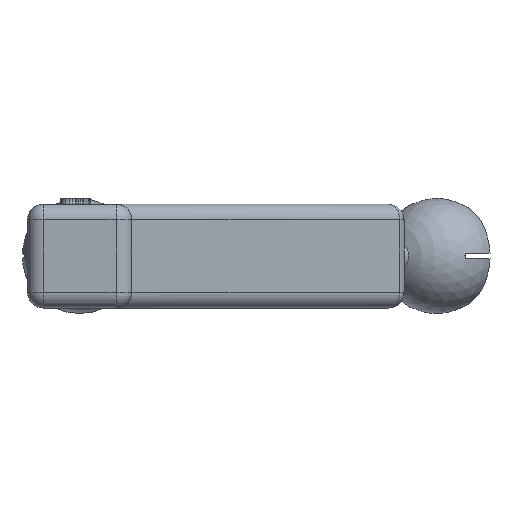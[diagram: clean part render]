
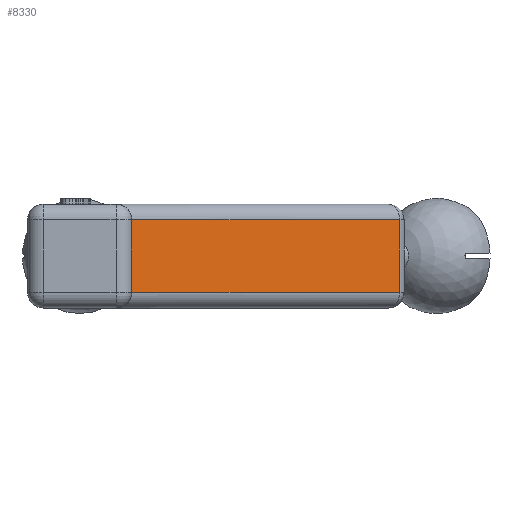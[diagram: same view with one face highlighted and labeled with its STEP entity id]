
A CAD part, left-side view. The second image highlights one B-rep face of the part: STEP entity #8330.
In plain terms, the highlighted planar face has unit normal (-0.707, -0.707, 0).
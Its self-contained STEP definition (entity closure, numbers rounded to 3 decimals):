
#3006 = PLANE('',#3007);
#3007 = AXIS2_PLACEMENT_3D('',#3008,#3009,#3010);
#3008 = CARTESIAN_POINT('',(4.,-0.5,-0.5));
#3009 = DIRECTION('',(0.,-1.,0.));
#3010 = DIRECTION('',(-1.,0.,0.));
#3281 = VERTEX_POINT('',#3282);
#3282 = CARTESIAN_POINT('',(-2.207,-0.5,-0.35));
#3324 = CYLINDRICAL_SURFACE('',#3325,0.15);
#3325 = AXIS2_PLACEMENT_3D('',#3326,#3327,#3328);
#3326 = CARTESIAN_POINT('',(-2.247,-0.247,-0.35));
#3327 = DIRECTION('',(0.707,-0.707,0.));
#3328 = DIRECTION('',(-0.707,-0.707,0.));
#3512 = VERTEX_POINT('',#3513);
#3513 = CARTESIAN_POINT('',(-2.207,-0.5,0.35));
#3555 = CYLINDRICAL_SURFACE('',#3556,0.15);
#3556 = AXIS2_PLACEMENT_3D('',#3557,#3558,#3559);
#3557 = CARTESIAN_POINT('',(-2.247,-0.247,0.35));
#3558 = DIRECTION('',(0.707,-0.707,0.));
#3559 = DIRECTION('',(-0.707,-0.707,0.));
#6885 = EDGE_CURVE('',#3281,#3512,#6886,.T.);
#6886 = SURFACE_CURVE('',#6887,(#6891,#6897),.PCURVE_S1.);
#6887 = LINE('',#6888,#6889);
#6888 = CARTESIAN_POINT('',(-2.207,-0.5,-0.5));
#6889 = VECTOR('',#6890,1.);
#6890 = DIRECTION('',(0.,0.,1.));
#6891 = PCURVE('',#3006,#6892);
#6892 = DEFINITIONAL_REPRESENTATION('',(#6893),#6896);
#6893 = B_SPLINE_CURVE_WITH_KNOTS('',1,(#6894,#6895),.UNSPECIFIED.,.F.,
  .F.,(2,2),(0.15,0.85),.PIECEWISE_BEZIER_KNOTS.);
#6894 = CARTESIAN_POINT('',(6.207,-0.15));
#6895 = CARTESIAN_POINT('',(6.207,-0.85));
#6896 = ( GEOMETRIC_REPRESENTATION_CONTEXT(2) 
PARAMETRIC_REPRESENTATION_CONTEXT() REPRESENTATION_CONTEXT('2D SPACE',''
  ) );
#6897 = PCURVE('',#6898,#6903);
#6898 = PLANE('',#6899);
#6899 = AXIS2_PLACEMENT_3D('',#6900,#6901,#6902);
#6900 = CARTESIAN_POINT('',(-2.354,-0.354,-0.5));
#6901 = DIRECTION('',(0.707,0.707,0.));
#6902 = DIRECTION('',(0.707,-0.707,0.));
#6903 = DEFINITIONAL_REPRESENTATION('',(#6904),#6907);
#6904 = B_SPLINE_CURVE_WITH_KNOTS('',1,(#6905,#6906),.UNSPECIFIED.,.F.,
  .F.,(2,2),(0.15,0.85),.PIECEWISE_BEZIER_KNOTS.);
#6905 = CARTESIAN_POINT('',(0.207,-0.15));
#6906 = CARTESIAN_POINT('',(0.207,-0.85));
#6907 = ( GEOMETRIC_REPRESENTATION_CONTEXT(2) 
PARAMETRIC_REPRESENTATION_CONTEXT() REPRESENTATION_CONTEXT('2D SPACE',''
  ) );
#7161 = VERTEX_POINT('',#7162);
#7162 = CARTESIAN_POINT('',(0.369,-3.076,-0.35));
#7189 = EDGE_CURVE('',#3281,#7161,#7190,.T.);
#7190 = SURFACE_CURVE('',#7191,(#7195,#7202),.PCURVE_S1.);
#7191 = LINE('',#7192,#7193);
#7192 = CARTESIAN_POINT('',(-2.354,-0.354,-0.35));
#7193 = VECTOR('',#7194,1.);
#7194 = DIRECTION('',(0.707,-0.707,0.));
#7195 = PCURVE('',#3324,#7196);
#7196 = DEFINITIONAL_REPRESENTATION('',(#7197),#7201);
#7197 = LINE('',#7198,#7199);
#7198 = CARTESIAN_POINT('',(0.,0.));
#7199 = VECTOR('',#7200,1.);
#7200 = DIRECTION('',(0.,1.));
#7201 = ( GEOMETRIC_REPRESENTATION_CONTEXT(2) 
PARAMETRIC_REPRESENTATION_CONTEXT() REPRESENTATION_CONTEXT('2D SPACE',''
  ) );
#7202 = PCURVE('',#6898,#7203);
#7203 = DEFINITIONAL_REPRESENTATION('',(#7204),#7208);
#7204 = LINE('',#7205,#7206);
#7205 = CARTESIAN_POINT('',(0.,-0.15));
#7206 = VECTOR('',#7207,1.);
#7207 = DIRECTION('',(1.,0.));
#7208 = ( GEOMETRIC_REPRESENTATION_CONTEXT(2) 
PARAMETRIC_REPRESENTATION_CONTEXT() REPRESENTATION_CONTEXT('2D SPACE',''
  ) );
#7321 = VERTEX_POINT('',#7322);
#7322 = CARTESIAN_POINT('',(0.369,-3.076,0.35));
#7349 = EDGE_CURVE('',#3512,#7321,#7350,.T.);
#7350 = SURFACE_CURVE('',#7351,(#7355,#7362),.PCURVE_S1.);
#7351 = LINE('',#7352,#7353);
#7352 = CARTESIAN_POINT('',(-2.354,-0.354,0.35));
#7353 = VECTOR('',#7354,1.);
#7354 = DIRECTION('',(0.707,-0.707,0.));
#7355 = PCURVE('',#3555,#7356);
#7356 = DEFINITIONAL_REPRESENTATION('',(#7357),#7361);
#7357 = LINE('',#7358,#7359);
#7358 = CARTESIAN_POINT('',(-0.,0.));
#7359 = VECTOR('',#7360,1.);
#7360 = DIRECTION('',(-0.,1.));
#7361 = ( GEOMETRIC_REPRESENTATION_CONTEXT(2) 
PARAMETRIC_REPRESENTATION_CONTEXT() REPRESENTATION_CONTEXT('2D SPACE',''
  ) );
#7362 = PCURVE('',#6898,#7363);
#7363 = DEFINITIONAL_REPRESENTATION('',(#7364),#7368);
#7364 = LINE('',#7365,#7366);
#7365 = CARTESIAN_POINT('',(0.,-0.85));
#7366 = VECTOR('',#7367,1.);
#7367 = DIRECTION('',(1.,0.));
#7368 = ( GEOMETRIC_REPRESENTATION_CONTEXT(2) 
PARAMETRIC_REPRESENTATION_CONTEXT() REPRESENTATION_CONTEXT('2D SPACE',''
  ) );
#8330 = ADVANCED_FACE('',(#8331),#6898,.F.);
#8331 = FACE_BOUND('',#8332,.F.);
#8332 = EDGE_LOOP('',(#8333,#8334,#8335,#8336));
#8333 = ORIENTED_EDGE('',*,*,#7189,.F.);
#8334 = ORIENTED_EDGE('',*,*,#6885,.T.);
#8335 = ORIENTED_EDGE('',*,*,#7349,.T.);
#8336 = ORIENTED_EDGE('',*,*,#8337,.F.);
#8337 = EDGE_CURVE('',#7161,#7321,#8338,.T.);
#8338 = SURFACE_CURVE('',#8339,(#8343,#8350),.PCURVE_S1.);
#8339 = LINE('',#8340,#8341);
#8340 = CARTESIAN_POINT('',(0.369,-3.076,-0.5));
#8341 = VECTOR('',#8342,1.);
#8342 = DIRECTION('',(0.,0.,1.));
#8343 = PCURVE('',#6898,#8344);
#8344 = DEFINITIONAL_REPRESENTATION('',(#8345),#8349);
#8345 = LINE('',#8346,#8347);
#8346 = CARTESIAN_POINT('',(3.85,0.));
#8347 = VECTOR('',#8348,1.);
#8348 = DIRECTION('',(0.,-1.));
#8349 = ( GEOMETRIC_REPRESENTATION_CONTEXT(2) 
PARAMETRIC_REPRESENTATION_CONTEXT() REPRESENTATION_CONTEXT('2D SPACE',''
  ) );
#8350 = PCURVE('',#8351,#8356);
#8351 = CYLINDRICAL_SURFACE('',#8352,0.15);
#8352 = AXIS2_PLACEMENT_3D('',#8353,#8354,#8355);
#8353 = CARTESIAN_POINT('',(0.475,-2.97,-0.5));
#8354 = DIRECTION('',(0.,0.,1.));
#8355 = DIRECTION('',(-0.707,-0.707,0.));
#8356 = DEFINITIONAL_REPRESENTATION('',(#8357),#8361);
#8357 = LINE('',#8358,#8359);
#8358 = CARTESIAN_POINT('',(0.,0.));
#8359 = VECTOR('',#8360,1.);
#8360 = DIRECTION('',(0.,1.));
#8361 = ( GEOMETRIC_REPRESENTATION_CONTEXT(2) 
PARAMETRIC_REPRESENTATION_CONTEXT() REPRESENTATION_CONTEXT('2D SPACE',''
  ) );
